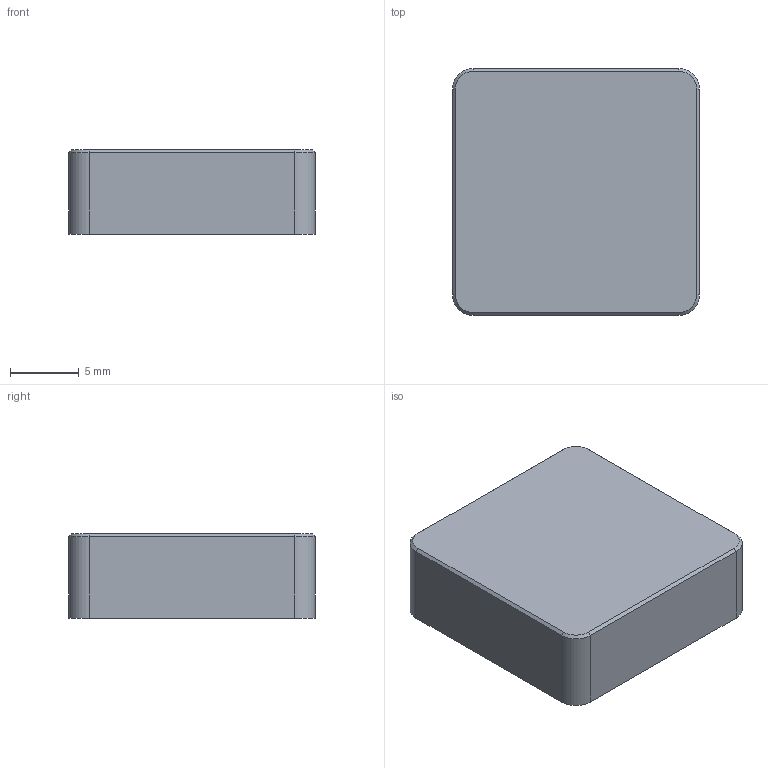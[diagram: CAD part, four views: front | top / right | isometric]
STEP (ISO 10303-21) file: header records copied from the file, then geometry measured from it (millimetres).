
FILE_DESCRIPTION(('FreeCAD Model'),'2;1');
FILE_NAME('Open CASCADE Shape Model','2026-01-26T17:42:56',(''),(''), 'Open CASCADE STEP processor 7.8','FreeCAD','Unknown');
FILE_SCHEMA(('AUTOMOTIVE_DESIGN { 1 0 10303 214 1 1 1 1 }'));
Length unit declared in the file: millimetre
Products named in the file (1): Console Key
Bounding box: 18 x 18 x 6.15 mm (x, y, z)
Volume: 799.5 mm3; surface area: 1430 mm2
Topology: 1 solids, 1 shells, 53 faces, 136 edges, 88 vertices
Faces by surface type: plane 41, cylinder 8, cone 4
Entity records: 1610 total; most frequent: CARTESIAN_POINT 278, ORIENTED_EDGE 272, DIRECTION 264, EDGE_CURVE 136, LINE 116, VECTOR 116, VERTEX_POINT 88, AXIS2_PLACEMENT_3D 74
